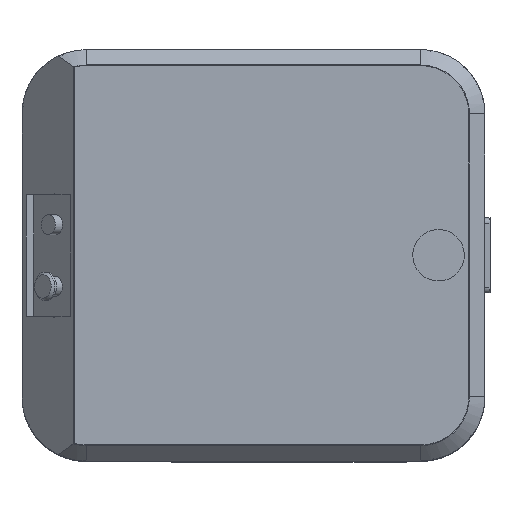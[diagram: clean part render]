
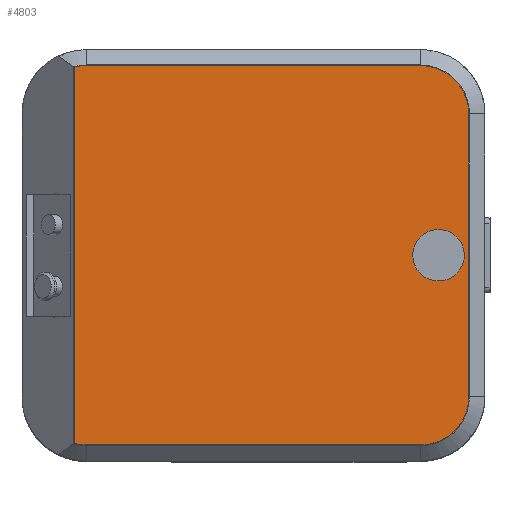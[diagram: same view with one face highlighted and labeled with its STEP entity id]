
A CAD part, top view. The second image highlights one B-rep face of the part: STEP entity #4803.
In plain terms, the highlighted free-form (B-spline) face has degree [1, 1] with [2, 2] control points.
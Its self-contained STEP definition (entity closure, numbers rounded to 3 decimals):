
#4588 = VERTEX_POINT('',#4589);
#4589 = CARTESIAN_POINT('',(-350.,366.652,810.));
#4595 = EDGE_CURVE('',#4588,#4596,#4598,.T.);
#4596 = VERTEX_POINT('',#4597);
#4597 = CARTESIAN_POINT('',(-325.,370.,810.));
#4598 = ( BOUNDED_CURVE() B_SPLINE_CURVE(2,(#4599,#4600,#4601),
.UNSPECIFIED.,.F.,.F.) B_SPLINE_CURVE_WITH_KNOTS((3,3),(0.519,
0.785),.PIECEWISE_BEZIER_KNOTS.) CURVE() 
GEOMETRIC_REPRESENTATION_ITEM() RATIONAL_B_SPLINE_CURVE((1.,
0.991,1.)) REPRESENTATION_ITEM('') );
#4599 = CARTESIAN_POINT('',(-350.,366.652,810.));
#4600 = CARTESIAN_POINT('',(-337.724,370.,810.));
#4601 = CARTESIAN_POINT('',(-325.,370.,810.));
#4627 = EDGE_CURVE('',#4596,#4628,#4630,.T.);
#4628 = VERTEX_POINT('',#4629);
#4629 = CARTESIAN_POINT('',(325.,370.,810.));
#4630 = B_SPLINE_CURVE_WITH_KNOTS('',1,(#4631,#4632),.UNSPECIFIED.,.F.,
  .F.,(2,2),(-55.,10.),.PIECEWISE_BEZIER_KNOTS.);
#4631 = CARTESIAN_POINT('',(-325.,370.,810.));
#4632 = CARTESIAN_POINT('',(325.,370.,810.));
#4655 = VERTEX_POINT('',#4656);
#4656 = CARTESIAN_POINT('',(420.,275.,810.));
#4670 = EDGE_CURVE('',#4628,#4655,#4671,.T.);
#4671 = ( BOUNDED_CURVE() B_SPLINE_CURVE(2,(#4672,#4673,#4674),
.UNSPECIFIED.,.F.,.F.) B_SPLINE_CURVE_WITH_KNOTS((3,3),(-0.785,
0.785),.PIECEWISE_BEZIER_KNOTS.) CURVE() 
GEOMETRIC_REPRESENTATION_ITEM() RATIONAL_B_SPLINE_CURVE((1.,
0.707,1.)) REPRESENTATION_ITEM('') );
#4672 = CARTESIAN_POINT('',(325.,370.,810.));
#4673 = CARTESIAN_POINT('',(420.,370.,810.));
#4674 = CARTESIAN_POINT('',(420.,275.,810.));
#4687 = VERTEX_POINT('',#4688);
#4688 = CARTESIAN_POINT('',(420.,-275.,810.));
#4701 = EDGE_CURVE('',#4655,#4687,#4702,.T.);
#4702 = B_SPLINE_CURVE_WITH_KNOTS('',1,(#4703,#4704),.UNSPECIFIED.,.F.,
  .F.,(2,2),(12.5,67.5),.PIECEWISE_BEZIER_KNOTS.);
#4703 = CARTESIAN_POINT('',(420.,275.,810.));
#4704 = CARTESIAN_POINT('',(420.,-275.,810.));
#4715 = VERTEX_POINT('',#4716);
#4716 = CARTESIAN_POINT('',(325.,-370.,810.));
#4730 = EDGE_CURVE('',#4687,#4715,#4731,.T.);
#4731 = ( BOUNDED_CURVE() B_SPLINE_CURVE(2,(#4732,#4733,#4734),
.UNSPECIFIED.,.F.,.F.) B_SPLINE_CURVE_WITH_KNOTS((3,3),(-0.785,
0.785),.PIECEWISE_BEZIER_KNOTS.) CURVE() 
GEOMETRIC_REPRESENTATION_ITEM() RATIONAL_B_SPLINE_CURVE((1.,
0.707,1.)) REPRESENTATION_ITEM('') );
#4732 = CARTESIAN_POINT('',(420.,-275.,810.));
#4733 = CARTESIAN_POINT('',(420.,-370.,810.));
#4734 = CARTESIAN_POINT('',(325.,-370.,810.));
#4747 = VERTEX_POINT('',#4748);
#4748 = CARTESIAN_POINT('',(-325.,-370.,810.));
#4761 = EDGE_CURVE('',#4715,#4747,#4762,.T.);
#4762 = B_SPLINE_CURVE_WITH_KNOTS('',1,(#4763,#4764),.UNSPECIFIED.,.F.,
  .F.,(2,2),(-10.,55.),.PIECEWISE_BEZIER_KNOTS.);
#4763 = CARTESIAN_POINT('',(325.,-370.,810.));
#4764 = CARTESIAN_POINT('',(-325.,-370.,810.));
#4775 = VERTEX_POINT('',#4776);
#4776 = CARTESIAN_POINT('',(-350.,-366.652,810.));
#4791 = EDGE_CURVE('',#4747,#4775,#4792,.T.);
#4792 = ( BOUNDED_CURVE() B_SPLINE_CURVE(2,(#4793,#4794,#4795),
.UNSPECIFIED.,.F.,.F.) B_SPLINE_CURVE_WITH_KNOTS((3,3),(-0.785,
-0.519),.PIECEWISE_BEZIER_KNOTS.) CURVE() 
GEOMETRIC_REPRESENTATION_ITEM() RATIONAL_B_SPLINE_CURVE((1.,
0.991,1.)) REPRESENTATION_ITEM('') );
#4793 = CARTESIAN_POINT('',(-325.,-370.,810.));
#4794 = CARTESIAN_POINT('',(-337.724,-370.,810.));
#4795 = CARTESIAN_POINT('',(-350.,-366.652,810.));
#4803 = ADVANCED_FACE('',(#4804),#4818,.T.);
#4804 = FACE_BOUND('',#4805,.T.);
#4805 = EDGE_LOOP('',(#4806,#4807,#4808,#4809,#4810,#4811,#4812,#4813));
#4806 = ORIENTED_EDGE('',*,*,#4791,.F.);
#4807 = ORIENTED_EDGE('',*,*,#4761,.F.);
#4808 = ORIENTED_EDGE('',*,*,#4730,.F.);
#4809 = ORIENTED_EDGE('',*,*,#4701,.F.);
#4810 = ORIENTED_EDGE('',*,*,#4670,.F.);
#4811 = ORIENTED_EDGE('',*,*,#4627,.F.);
#4812 = ORIENTED_EDGE('',*,*,#4595,.F.);
#4813 = ORIENTED_EDGE('',*,*,#4814,.F.);
#4814 = EDGE_CURVE('',#4775,#4588,#4815,.T.);
#4815 = B_SPLINE_CURVE_WITH_KNOTS('',1,(#4816,#4817),.UNSPECIFIED.,.F.,
  .F.,(2,2),(-76.665,-3.335),.PIECEWISE_BEZIER_KNOTS.);
#4816 = CARTESIAN_POINT('',(-350.,-366.652,810.));
#4817 = CARTESIAN_POINT('',(-350.,366.652,810.));
#4818 = B_SPLINE_SURFACE_WITH_KNOTS('',1,1,(
    (#4819,#4820)
    ,(#4821,#4822
  )),.UNSPECIFIED.,.F.,.F.,.F.,(2,2),(2,2),(2.999,80.001),(2.999,77.001)
  ,.PIECEWISE_BEZIER_KNOTS.);
#4819 = CARTESIAN_POINT('',(420.01,370.01,810.));
#4820 = CARTESIAN_POINT('',(420.01,-370.01,810.));
#4821 = CARTESIAN_POINT('',(-350.01,370.01,810.));
#4822 = CARTESIAN_POINT('',(-350.01,-370.01,810.));
